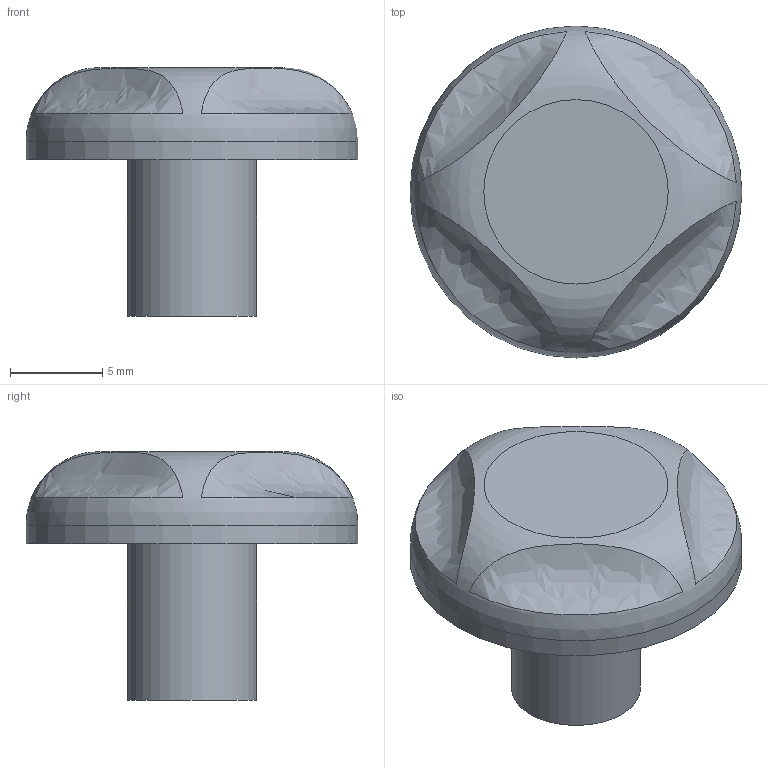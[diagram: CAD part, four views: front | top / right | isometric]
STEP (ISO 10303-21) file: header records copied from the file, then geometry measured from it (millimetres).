
FILE_DESCRIPTION(/* description */ (''),/* implementation_level */ '2;1');
FILE_NAME(/* name */ '5-way-mushroom-directional.step',/* time_stamp */ '2024-04-17T08:37:48-07:00',/* author */ (''),/* organization */ (''),/* preprocessor_version */ 'ST-DEVELOPER v20',/* originating_system */ 'Autodesk Translation Framework v12.20.1.177',/* authorisation */ '');
FILE_SCHEMA (('AUTOMOTIVE_DESIGN { 1 0 10303 214 3 1 1 }'));
Length unit declared in the file: millimetre
Products named in the file (1): 5-way-mushroom-directional
Bounding box: 18 x 18 x 13.5 mm (x, y, z)
Volume: 1291.2 mm3; surface area: 934.7 mm2
Topology: 1 solids, 1 shells, 15 faces, 36 edges, 21 vertices
Faces by surface type: plane 8, bspline 4, cylinder 2, torus 1
Full cylindrical faces by diameter (mm): 7 x1, 18 x1
Entity records: 949 total; most frequent: CARTESIAN_POINT 613, DIRECTION 58, ORIENTED_EDGE 56, EDGE_CURVE 28, AXIS2_PLACEMENT_3D 22, EDGE_LOOP 21, VERTEX_POINT 21, FACE_OUTER_BOUND 15
